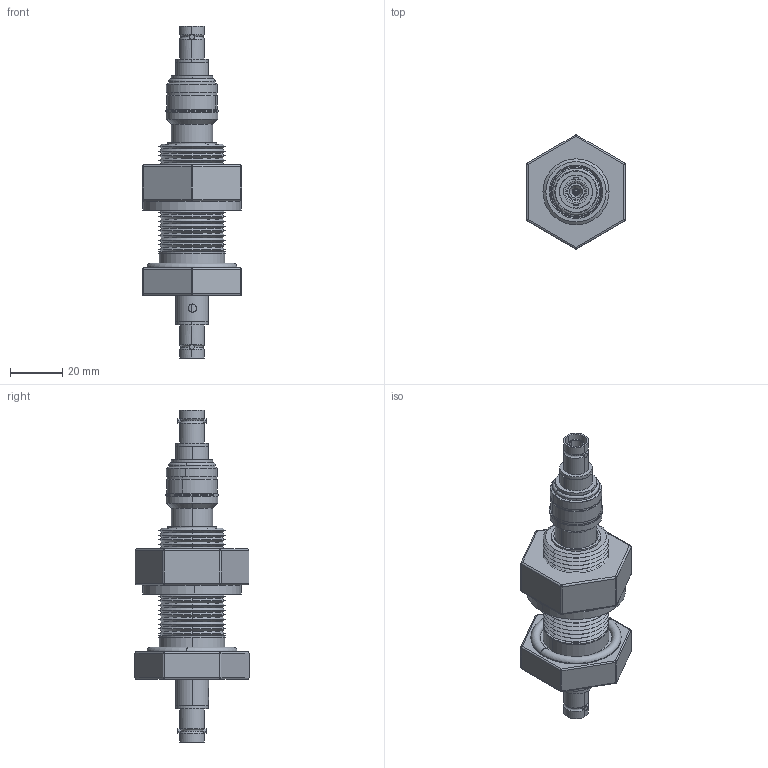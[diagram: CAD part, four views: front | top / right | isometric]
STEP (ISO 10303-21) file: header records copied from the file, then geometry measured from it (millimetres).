
FILE_DESCRIPTION (( 'STEP AP203' ), '1' );
FILE_NAME ('A0487-3-BP.STEP', '2013-11-08T17:59:27', ( '' ), ( '' ), 'SwSTEP 2.0', 'SolidWorks 2012', '' );
FILE_SCHEMA (( 'CONFIG_CONTROL_DESIGN' ));
Length unit declared in the file: inch
Products named in the file (1): A0487-3-BP
Bounding box: 38.1 x 43.84 x 127.66 mm (x, y, z)
Volume: 44989.6 mm3; surface area: 48169.3 mm2
Topology: 21 solids, 21 shells, 600 faces, 1284 edges, 738 vertices
Faces by surface type: cone 222, cylinder 214, plane 110, torus 30, sphere 24
Entity records: 16337 total; most frequent: DIRECTION 3090, CARTESIAN_POINT 2993, ORIENTED_EDGE 2536, AXIS2_PLACEMENT_3D 1281, EDGE_CURVE 1268, VERTEX_POINT 730, CIRCLE 680, EDGE_LOOP 660
